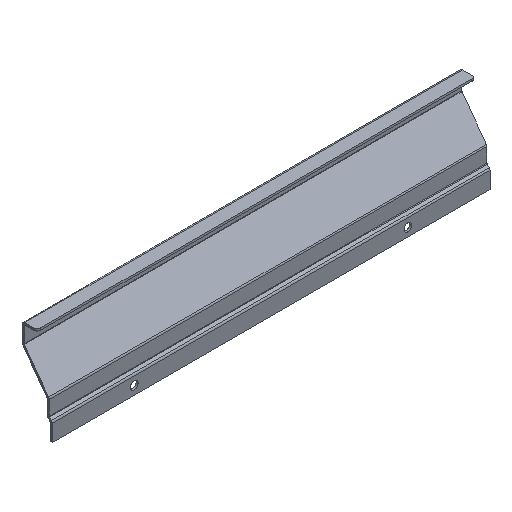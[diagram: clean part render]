
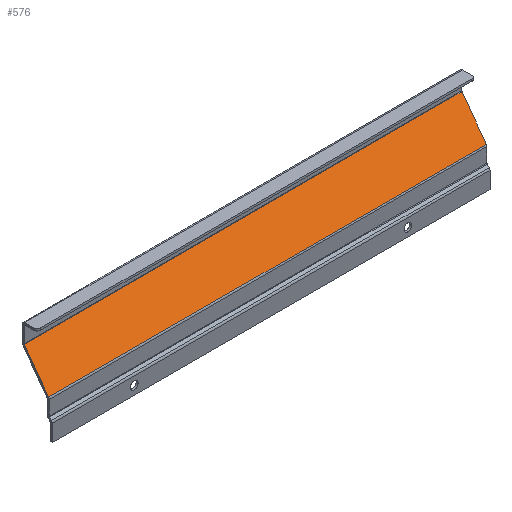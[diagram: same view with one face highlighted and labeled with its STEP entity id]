
A CAD part, isometric view. The second image highlights one B-rep face of the part: STEP entity #576.
In plain terms, the highlighted planar face has unit normal (0, -0.809, 0.588).
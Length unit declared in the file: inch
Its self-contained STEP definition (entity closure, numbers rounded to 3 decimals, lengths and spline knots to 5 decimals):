
#32=PLANE('',#636);
#58=FACE_OUTER_BOUND('',#94,.T.);
#94=EDGE_LOOP('',(#503,#504,#505,#506));
#115=LINE('',#865,#169);
#125=LINE('',#897,#179);
#147=LINE('',#965,#201);
#150=LINE('',#971,#204);
#169=VECTOR('',#683,1.5176);
#179=VECTOR('',#711,1.5176);
#201=VECTOR('',#785,16.);
#204=VECTOR('',#794,16.);
#260=VERTEX_POINT('',#862);
#261=VERTEX_POINT('',#864);
#273=VERTEX_POINT('',#894);
#274=VERTEX_POINT('',#896);
#317=EDGE_CURVE('',#261,#260,#115,.T.);
#333=EDGE_CURVE('',#274,#273,#125,.T.);
#367=EDGE_CURVE('',#260,#274,#147,.T.);
#370=EDGE_CURVE('',#261,#273,#150,.T.);
#503=ORIENTED_EDGE('',*,*,#367,.T.);
#504=ORIENTED_EDGE('',*,*,#333,.T.);
#505=ORIENTED_EDGE('',*,*,#370,.F.);
#506=ORIENTED_EDGE('',*,*,#317,.T.);
#576=ADVANCED_FACE('',(#58),#32,.T.);
#636=AXIS2_PLACEMENT_3D('',#970,#792,#793);
#683=DIRECTION('',(0.,-0.588,-0.809));
#711=DIRECTION('',(0.,0.588,0.809));
#785=DIRECTION('',(1.,0.,0.));
#792=DIRECTION('center_axis',(0.,-0.809,0.588));
#793=DIRECTION('ref_axis',(1.,0.,0.));
#794=DIRECTION('',(1.,0.,0.));
#862=CARTESIAN_POINT('',(0.,-0.40949,-1.85134));
#864=CARTESIAN_POINT('',(0.,0.48253,-0.62357));
#865=CARTESIAN_POINT('',(0.,0.50263,-0.5959));
#894=CARTESIAN_POINT('',(16.,0.48253,-0.62357));
#896=CARTESIAN_POINT('',(16.,-0.40949,-1.85134));
#897=CARTESIAN_POINT('',(16.,0.50263,-0.5959));
#965=CARTESIAN_POINT('',(8.,-0.40949,-1.85134));
#970=CARTESIAN_POINT('Origin',(0.,-0.42959,
-1.879));
#971=CARTESIAN_POINT('',(16.,0.48253,-0.62357));
